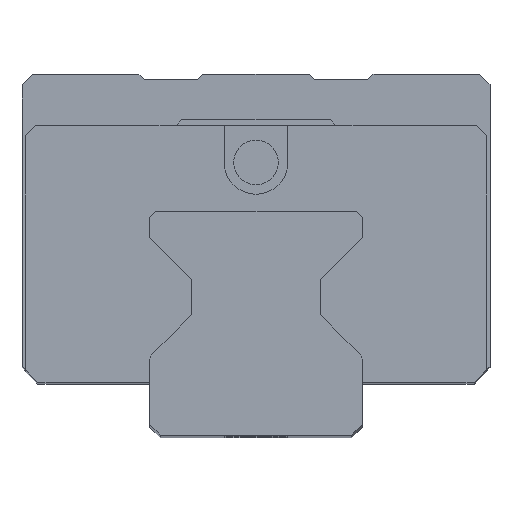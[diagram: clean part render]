
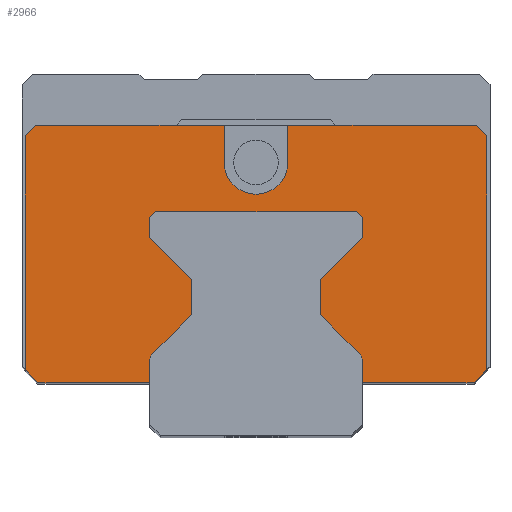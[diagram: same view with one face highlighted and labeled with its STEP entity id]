
A CAD part, top view. The second image highlights one B-rep face of the part: STEP entity #2966.
In plain terms, the highlighted planar face has unit normal (0, 0, 1).
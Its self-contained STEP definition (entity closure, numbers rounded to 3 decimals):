
#183=DIRECTION('',(0.,1.,0.));
#184=VECTOR('',#183,22.);
#185=CARTESIAN_POINT('',(21.7,6.2,71.75));
#186=LINE('',#185,#184);
#621=CARTESIAN_POINT('',(0.,25.7,71.75));
#622=DIRECTION('',(0.,0.,1.));
#623=DIRECTION('',(-1.,0.,0.));
#624=AXIS2_PLACEMENT_3D('',#621,#622,#623);
#626=DIRECTION('',(0.,-1.,0.));
#627=VECTOR('',#626,3.5);
#628=CARTESIAN_POINT('',(3.,29.2,71.75));
#629=LINE('',#628,#627);
#630=DIRECTION('',(1.,0.,0.));
#631=VECTOR('',#630,17.7);
#632=CARTESIAN_POINT('',(3.,29.2,71.75));
#633=LINE('',#632,#631);
#634=DIRECTION('',(0.707,-0.707,0.));
#635=VECTOR('',#634,1.414);
#636=CARTESIAN_POINT('',(20.7,29.2,71.75));
#637=LINE('',#636,#635);
#638=DIRECTION('',(-0.707,-0.707,0.));
#639=VECTOR('',#638,1.697);
#640=CARTESIAN_POINT('',(21.7,6.2,71.75));
#641=LINE('',#640,#639);
#642=DIRECTION('',(-1.,0.,0.));
#643=VECTOR('',#642,10.5);
#644=CARTESIAN_POINT('',(20.5,5.,71.75));
#645=LINE('',#644,#643);
#646=CARTESIAN_POINT('',(9.,6.95,71.75));
#647=DIRECTION('',(0.,0.,1.));
#648=DIRECTION('',(1.,0.,0.));
#649=AXIS2_PLACEMENT_3D('',#646,#647,#648);
#651=DIRECTION('',(-0.707,0.707,0.));
#652=VECTOR('',#651,5.172);
#653=CARTESIAN_POINT('',(9.707,7.657,71.75));
#654=LINE('',#653,#652);
#655=DIRECTION('',(0.,1.,0.));
#656=VECTOR('',#655,3.356);
#657=CARTESIAN_POINT('',(6.05,11.314,71.75));
#658=LINE('',#657,#656);
#659=DIRECTION('',(0.707,0.707,0.));
#660=VECTOR('',#659,5.586);
#661=CARTESIAN_POINT('',(6.05,14.671,71.75));
#662=LINE('',#661,#660);
#663=DIRECTION('',(0.,1.,0.));
#664=VECTOR('',#663,1.878);
#665=CARTESIAN_POINT('',(10.,18.621,71.75));
#666=LINE('',#665,#664);
#667=DIRECTION('',(-0.766,0.643,0.));
#668=VECTOR('',#667,0.779);
#669=CARTESIAN_POINT('',(10.,20.499,71.75));
#670=LINE('',#669,#668);
#671=DIRECTION('',(-1.,0.,0.));
#672=VECTOR('',#671,18.806);
#673=CARTESIAN_POINT('',(9.403,21.,71.75));
#674=LINE('',#673,#672);
#675=DIRECTION('',(-0.766,-0.643,0.));
#676=VECTOR('',#675,0.779);
#677=CARTESIAN_POINT('',(-9.403,21.,71.75));
#678=LINE('',#677,#676);
#679=DIRECTION('',(0.,-1.,0.));
#680=VECTOR('',#679,1.878);
#681=CARTESIAN_POINT('',(-10.,20.499,71.75));
#682=LINE('',#681,#680);
#683=DIRECTION('',(0.707,-0.707,0.));
#684=VECTOR('',#683,5.586);
#685=CARTESIAN_POINT('',(-10.,18.621,71.75));
#686=LINE('',#685,#684);
#687=DIRECTION('',(0.,-1.,0.));
#688=VECTOR('',#687,3.356);
#689=CARTESIAN_POINT('',(-6.05,14.671,71.75));
#690=LINE('',#689,#688);
#691=DIRECTION('',(-0.707,-0.707,0.));
#692=VECTOR('',#691,5.172);
#693=CARTESIAN_POINT('',(-6.05,11.314,71.75));
#694=LINE('',#693,#692);
#695=CARTESIAN_POINT('',(-9.,6.95,71.75));
#696=DIRECTION('',(0.,0.,1.));
#697=DIRECTION('',(-0.707,0.707,0.));
#698=AXIS2_PLACEMENT_3D('',#695,#696,#697);
#700=DIRECTION('',(0.,-1.,0.));
#701=VECTOR('',#700,1.95);
#702=CARTESIAN_POINT('',(-10.,6.95,71.75));
#703=LINE('',#702,#701);
#704=DIRECTION('',(-1.,0.,0.));
#705=VECTOR('',#704,10.5);
#706=CARTESIAN_POINT('',(-10.,5.,71.75));
#707=LINE('',#706,#705);
#708=DIRECTION('',(-0.707,0.707,0.));
#709=VECTOR('',#708,1.697);
#710=CARTESIAN_POINT('',(-20.5,5.,71.75));
#711=LINE('',#710,#709);
#712=DIRECTION('',(0.,1.,0.));
#713=VECTOR('',#712,22.);
#714=CARTESIAN_POINT('',(-21.7,6.2,71.75));
#715=LINE('',#714,#713);
#716=DIRECTION('',(0.707,0.707,0.));
#717=VECTOR('',#716,1.414);
#718=CARTESIAN_POINT('',(-21.7,28.2,71.75));
#719=LINE('',#718,#717);
#720=DIRECTION('',(1.,0.,0.));
#721=VECTOR('',#720,17.7);
#722=CARTESIAN_POINT('',(-20.7,29.2,71.75));
#723=LINE('',#722,#721);
#724=DIRECTION('',(0.,-1.,0.));
#725=VECTOR('',#724,3.5);
#726=CARTESIAN_POINT('',(-3.,29.2,71.75));
#727=LINE('',#726,#725);
#991=DIRECTION('',(0.,-1.,0.));
#992=VECTOR('',#991,1.95);
#993=CARTESIAN_POINT('',(10.,6.95,71.75));
#994=LINE('',#993,#992);
#1566=CARTESIAN_POINT('',(10.,5.,71.75));
#1568=VERTEX_POINT('',#1566);
#1569=CARTESIAN_POINT('',(20.5,5.,71.75));
#1570=VERTEX_POINT('',#1569);
#1573=CARTESIAN_POINT('',(10.,6.95,71.75));
#1574=VERTEX_POINT('',#1573);
#1585=CARTESIAN_POINT('',(20.7,29.2,71.75));
#1586=CARTESIAN_POINT('',(21.7,28.2,71.75));
#1587=VERTEX_POINT('',#1585);
#1588=VERTEX_POINT('',#1586);
#1589=CARTESIAN_POINT('',(21.7,6.2,71.75));
#1590=VERTEX_POINT('',#1589);
#1591=CARTESIAN_POINT('',(9.707,7.657,71.75));
#1592=VERTEX_POINT('',#1591);
#1593=CARTESIAN_POINT('',(6.05,11.314,71.75));
#1594=VERTEX_POINT('',#1593);
#1595=CARTESIAN_POINT('',(6.05,14.671,71.75));
#1596=VERTEX_POINT('',#1595);
#1597=CARTESIAN_POINT('',(10.,18.621,71.75));
#1598=VERTEX_POINT('',#1597);
#1599=CARTESIAN_POINT('',(10.,20.499,71.75));
#1600=VERTEX_POINT('',#1599);
#1601=CARTESIAN_POINT('',(9.403,21.,71.75));
#1602=VERTEX_POINT('',#1601);
#1603=CARTESIAN_POINT('',(-9.403,21.,71.75));
#1604=VERTEX_POINT('',#1603);
#1605=CARTESIAN_POINT('',(-10.,20.499,71.75));
#1606=VERTEX_POINT('',#1605);
#1607=CARTESIAN_POINT('',(-10.,18.621,71.75));
#1608=VERTEX_POINT('',#1607);
#1609=CARTESIAN_POINT('',(-6.05,14.671,71.75));
#1610=VERTEX_POINT('',#1609);
#1611=CARTESIAN_POINT('',(-6.05,11.314,71.75));
#1612=VERTEX_POINT('',#1611);
#1613=CARTESIAN_POINT('',(-9.707,7.657,71.75));
#1614=VERTEX_POINT('',#1613);
#1615=CARTESIAN_POINT('',(-10.,6.95,71.75));
#1616=VERTEX_POINT('',#1615);
#1617=CARTESIAN_POINT('',(-10.,5.,71.75));
#1618=VERTEX_POINT('',#1617);
#1619=CARTESIAN_POINT('',(-20.5,5.,71.75));
#1620=VERTEX_POINT('',#1619);
#1621=CARTESIAN_POINT('',(-21.7,6.2,71.75));
#1622=VERTEX_POINT('',#1621);
#1623=CARTESIAN_POINT('',(-21.7,28.2,71.75));
#1624=VERTEX_POINT('',#1623);
#1625=CARTESIAN_POINT('',(-20.7,29.2,71.75));
#1626=VERTEX_POINT('',#1625);
#1961=CARTESIAN_POINT('',(-3.,25.7,71.75));
#1962=CARTESIAN_POINT('',(3.,25.7,71.75));
#1963=VERTEX_POINT('',#1961);
#1964=VERTEX_POINT('',#1962);
#1965=CARTESIAN_POINT('',(3.,29.2,71.75));
#1966=VERTEX_POINT('',#1965);
#1967=CARTESIAN_POINT('',(-3.,29.2,71.75));
#1968=VERTEX_POINT('',#1967);
#2908=CARTESIAN_POINT('',(7.,29.7,71.75));
#2909=DIRECTION('',(0.,0.,1.));
#2910=DIRECTION('',(1.,0.,0.));
#2911=AXIS2_PLACEMENT_3D('',#2908,#2909,#2910);
#2912=PLANE('',#2911);
#2914=ORIENTED_EDGE('',*,*,#2913,.T.);
#2916=ORIENTED_EDGE('',*,*,#2915,.F.);
#2918=ORIENTED_EDGE('',*,*,#2917,.T.);
#2920=ORIENTED_EDGE('',*,*,#2919,.T.);
#2921=ORIENTED_EDGE('',*,*,#2227,.F.);
#2922=ORIENTED_EDGE('',*,*,#2257,.T.);
#2924=ORIENTED_EDGE('',*,*,#2923,.T.);
#2926=ORIENTED_EDGE('',*,*,#2925,.F.);
#2928=ORIENTED_EDGE('',*,*,#2927,.T.);
#2930=ORIENTED_EDGE('',*,*,#2929,.T.);
#2932=ORIENTED_EDGE('',*,*,#2931,.T.);
#2934=ORIENTED_EDGE('',*,*,#2933,.T.);
#2936=ORIENTED_EDGE('',*,*,#2935,.T.);
#2938=ORIENTED_EDGE('',*,*,#2937,.T.);
#2940=ORIENTED_EDGE('',*,*,#2939,.T.);
#2942=ORIENTED_EDGE('',*,*,#2941,.T.);
#2944=ORIENTED_EDGE('',*,*,#2943,.T.);
#2946=ORIENTED_EDGE('',*,*,#2945,.T.);
#2948=ORIENTED_EDGE('',*,*,#2947,.T.);
#2950=ORIENTED_EDGE('',*,*,#2949,.T.);
#2952=ORIENTED_EDGE('',*,*,#2951,.T.);
#2953=ORIENTED_EDGE('',*,*,#2891,.T.);
#2954=ORIENTED_EDGE('',*,*,#2881,.T.);
#2955=ORIENTED_EDGE('',*,*,#2157,.T.);
#2957=ORIENTED_EDGE('',*,*,#2956,.T.);
#2959=ORIENTED_EDGE('',*,*,#2958,.T.);
#2961=ORIENTED_EDGE('',*,*,#2960,.T.);
#2963=ORIENTED_EDGE('',*,*,#2962,.T.);
#2964=EDGE_LOOP('',(#2914,#2916,#2918,#2920,#2921,#2922,#2924,#2926,#2928,#2930,
#2932,#2934,#2936,#2938,#2940,#2942,#2944,#2946,#2948,#2950,#2952,#2953,#2954,
#2955,#2957,#2959,#2961,#2963));
#2965=FACE_OUTER_BOUND('',#2964,.F.);
#2966=ADVANCED_FACE('',(#2965),#2912,.T.);
#625=CIRCLE('',#624,3.);
#650=CIRCLE('',#649,1.);
#699=CIRCLE('',#698,1.);
#2157=EDGE_CURVE('',#1620,#1622,#711,.T.);
#2227=EDGE_CURVE('',#1590,#1588,#186,.T.);
#2257=EDGE_CURVE('',#1590,#1570,#641,.T.);
#2881=EDGE_CURVE('',#1618,#1620,#707,.T.);
#2891=EDGE_CURVE('',#1616,#1618,#703,.T.);
#2913=EDGE_CURVE('',#1963,#1964,#625,.T.);
#2915=EDGE_CURVE('',#1966,#1964,#629,.T.);
#2917=EDGE_CURVE('',#1966,#1587,#633,.T.);
#2919=EDGE_CURVE('',#1587,#1588,#637,.T.);
#2923=EDGE_CURVE('',#1570,#1568,#645,.T.);
#2925=EDGE_CURVE('',#1574,#1568,#994,.T.);
#2927=EDGE_CURVE('',#1574,#1592,#650,.T.);
#2929=EDGE_CURVE('',#1592,#1594,#654,.T.);
#2931=EDGE_CURVE('',#1594,#1596,#658,.T.);
#2933=EDGE_CURVE('',#1596,#1598,#662,.T.);
#2935=EDGE_CURVE('',#1598,#1600,#666,.T.);
#2937=EDGE_CURVE('',#1600,#1602,#670,.T.);
#2939=EDGE_CURVE('',#1602,#1604,#674,.T.);
#2941=EDGE_CURVE('',#1604,#1606,#678,.T.);
#2943=EDGE_CURVE('',#1606,#1608,#682,.T.);
#2945=EDGE_CURVE('',#1608,#1610,#686,.T.);
#2947=EDGE_CURVE('',#1610,#1612,#690,.T.);
#2949=EDGE_CURVE('',#1612,#1614,#694,.T.);
#2951=EDGE_CURVE('',#1614,#1616,#699,.T.);
#2956=EDGE_CURVE('',#1622,#1624,#715,.T.);
#2958=EDGE_CURVE('',#1624,#1626,#719,.T.);
#2960=EDGE_CURVE('',#1626,#1968,#723,.T.);
#2962=EDGE_CURVE('',#1968,#1963,#727,.T.);
